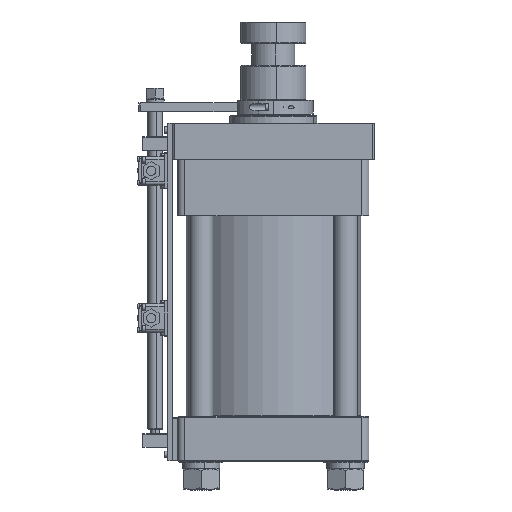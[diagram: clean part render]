
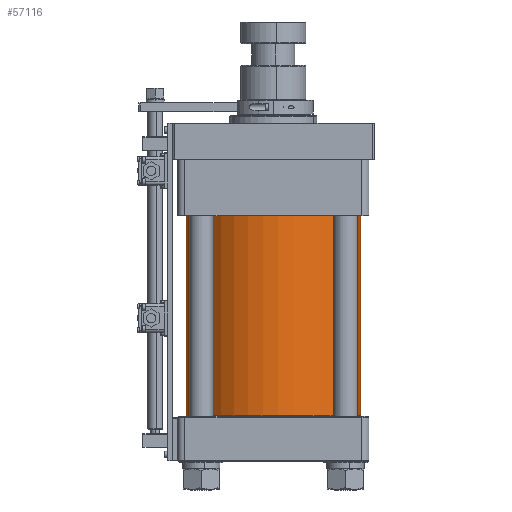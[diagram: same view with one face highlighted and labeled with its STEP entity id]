
A CAD part, left-side view. The second image highlights one B-rep face of the part: STEP entity #57116.
In plain terms, the highlighted cylindrical face has radius 121 mm (diameter 242 mm), a partial arc.
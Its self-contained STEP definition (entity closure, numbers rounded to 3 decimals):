
#40465 = CIRCLE ( 'NONE', #40472, 121. ) ;
#40472 = AXIS2_PLACEMENT_3D ( 'NONE', #40495, #40587, #40585 ) ;
#40493 = CARTESIAN_POINT ( 'NONE',  ( 6361.127, -17369.164, -121. ) ) ;
#40495 = CARTESIAN_POINT ( 'NONE',  ( 6638.127, -17369.164, 0. ) ) ;
#40503 = CARTESIAN_POINT ( 'NONE',  ( 6638.127, -17369.164, 121. ) ) ;
#40529 = CARTESIAN_POINT ( 'NONE',  ( 6638.127, -17369.164, -121. ) ) ;
#40576 = DIRECTION ( 'NONE',  ( -1., 0., 0. ) ) ;
#40577 = VECTOR ( 'NONE', #40576, 1000. ) ;
#40578 = CARTESIAN_POINT ( 'NONE',  ( 6352.458, -17369.164, -121. ) ) ;
#40579 = LINE ( 'NONE', #40578, #40577 ) ;
#40585 = DIRECTION ( 'NONE',  ( 0., 0., 1. ) ) ;
#40587 = DIRECTION ( 'NONE',  ( -1., 0., 0. ) ) ;
#40591 = CARTESIAN_POINT ( 'NONE',  ( 6361.127, -17369.164, 121. ) ) ;
#40595 = CARTESIAN_POINT ( 'NONE',  ( 6361.127, -17369.164, 0. ) ) ;
#40614 = DIRECTION ( 'NONE',  ( -1., 0., 0. ) ) ;
#40616 = VECTOR ( 'NONE', #40614, 1000. ) ;
#40618 = CARTESIAN_POINT ( 'NONE',  ( 6352.458, -17369.164, 121. ) ) ;
#40656 = LINE ( 'NONE', #40618, #40616 ) ;
#40717 = DIRECTION ( 'NONE',  ( 0., 0., 1. ) ) ;
#40719 = DIRECTION ( 'NONE',  ( -1., 0., 0. ) ) ;
#40720 = AXIS2_PLACEMENT_3D ( 'NONE', #40595, #40719, #40717 ) ;
#40721 = CIRCLE ( 'NONE', #40720, 121. ) ;
#41353 = DIRECTION ( 'NONE',  ( 0., 0., 1. ) ) ;
#41355 = DIRECTION ( 'NONE',  ( -1., 0., 0. ) ) ;
#41357 = CARTESIAN_POINT ( 'NONE',  ( 6352.458, -17369.164, 0. ) ) ;
#41371 = AXIS2_PLACEMENT_3D ( 'NONE', #41357, #41355, #41353 ) ;
#41376 = CYLINDRICAL_SURFACE ( 'NONE', #41371, 121. ) ;
#41378 = FACE_OUTER_BOUND ( 'NONE', #57113, .T. ) ;
#54655 = VERTEX_POINT ( 'NONE', #40503 ) ;
#54709 = VERTEX_POINT ( 'NONE', #40529 ) ;
#54860 = VERTEX_POINT ( 'NONE', #40493 ) ;
#54932 = EDGE_CURVE ( 'NONE', #54655, #54709, #40465, .T. ) ;
#54936 = EDGE_CURVE ( 'NONE', #54709, #54860, #40579, .T. ) ;
#55054 = VERTEX_POINT ( 'NONE', #40591 ) ;
#55283 = ORIENTED_EDGE ( 'NONE', *, *, #54932, .T. ) ;
#55385 = EDGE_CURVE ( 'NONE', #54655, #55054, #40656, .T. ) ;
#55420 = EDGE_CURVE ( 'NONE', #55054, #54860, #40721, .T. ) ;
#55424 = ORIENTED_EDGE ( 'NONE', *, *, #55420, .F. ) ;
#55433 = ORIENTED_EDGE ( 'NONE', *, *, #55385, .F. ) ;
#57110 = ORIENTED_EDGE ( 'NONE', *, *, #54936, .T. ) ;
#57113 = EDGE_LOOP ( 'NONE', ( #55283, #57110, #55424, #55433 ) ) ;
#57116 = ADVANCED_FACE ( 'NONE', ( #41378 ), #41376, .T. ) ;
